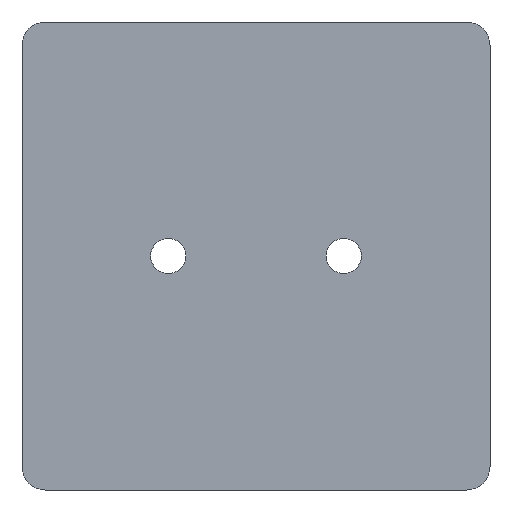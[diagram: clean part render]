
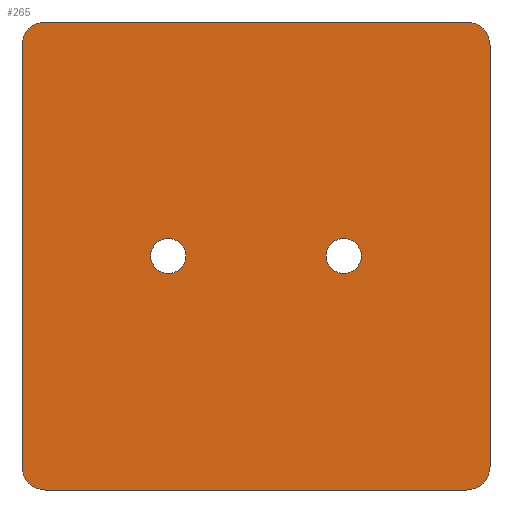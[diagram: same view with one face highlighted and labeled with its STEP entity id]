
A CAD part, front view. The second image highlights one B-rep face of the part: STEP entity #265.
In plain terms, the highlighted planar face has unit normal (0, -1, 0).
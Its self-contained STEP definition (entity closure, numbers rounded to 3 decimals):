
#15=FACE_BOUND('',#48,.T.);
#16=FACE_BOUND('',#49,.T.);
#22=PLANE('',#297);
#31=FACE_OUTER_BOUND('',#47,.T.);
#47=EDGE_LOOP('',(#191,#192,#193,#194,#195,#196,#197,#198));
#48=EDGE_LOOP('',(#199));
#49=EDGE_LOOP('',(#200));
#69=LINE('',#423,#89);
#72=LINE('',#429,#92);
#73=LINE('',#433,#93);
#74=LINE('',#437,#94);
#89=VECTOR('',#337,10.);
#92=VECTOR('',#342,10.);
#93=VECTOR('',#345,10.);
#94=VECTOR('',#348,10.);
#108=CIRCLE('',#295,2.);
#109=CIRCLE('',#298,2.);
#110=CIRCLE('',#299,2.);
#111=CIRCLE('',#300,2.);
#112=CIRCLE('',#301,1.5);
#113=CIRCLE('',#302,1.5);
#125=VERTEX_POINT('',#416);
#126=VERTEX_POINT('',#418);
#127=VERTEX_POINT('',#422);
#129=VERTEX_POINT('',#428);
#130=VERTEX_POINT('',#430);
#131=VERTEX_POINT('',#432);
#132=VERTEX_POINT('',#434);
#133=VERTEX_POINT('',#436);
#134=VERTEX_POINT('',#439);
#135=VERTEX_POINT('',#441);
#149=EDGE_CURVE('',#125,#126,#108,.T.);
#151=EDGE_CURVE('',#126,#127,#69,.T.);
#154=EDGE_CURVE('',#129,#125,#72,.T.);
#155=EDGE_CURVE('',#130,#129,#109,.T.);
#156=EDGE_CURVE('',#131,#130,#73,.T.);
#157=EDGE_CURVE('',#132,#131,#110,.T.);
#158=EDGE_CURVE('',#133,#132,#74,.T.);
#159=EDGE_CURVE('',#127,#133,#111,.T.);
#160=EDGE_CURVE('',#134,#134,#112,.T.);
#161=EDGE_CURVE('',#135,#135,#113,.T.);
#191=ORIENTED_EDGE('',*,*,#149,.F.);
#192=ORIENTED_EDGE('',*,*,#154,.F.);
#193=ORIENTED_EDGE('',*,*,#155,.F.);
#194=ORIENTED_EDGE('',*,*,#156,.F.);
#195=ORIENTED_EDGE('',*,*,#157,.F.);
#196=ORIENTED_EDGE('',*,*,#158,.F.);
#197=ORIENTED_EDGE('',*,*,#159,.F.);
#198=ORIENTED_EDGE('',*,*,#151,.F.);
#199=ORIENTED_EDGE('',*,*,#160,.F.);
#200=ORIENTED_EDGE('',*,*,#161,.F.);
#265=ADVANCED_FACE('',(#31,#15,#16),#22,.F.);
#295=AXIS2_PLACEMENT_3D('',#419,#332,#333);
#297=AXIS2_PLACEMENT_3D('',#427,#340,#341);
#298=AXIS2_PLACEMENT_3D('',#431,#343,#344);
#299=AXIS2_PLACEMENT_3D('',#435,#346,#347);
#300=AXIS2_PLACEMENT_3D('',#438,#349,#350);
#301=AXIS2_PLACEMENT_3D('',#440,#351,#352);
#302=AXIS2_PLACEMENT_3D('',#442,#353,#354);
#332=DIRECTION('center_axis',(0.,1.,0.));
#333=DIRECTION('ref_axis',(-0.707,0.,-0.707));
#337=DIRECTION('',(0.,0.,1.));
#340=DIRECTION('center_axis',(0.,1.,0.));
#341=DIRECTION('ref_axis',(1.,0.,0.));
#342=DIRECTION('',(-1.,0.,0.));
#343=DIRECTION('center_axis',(0.,1.,0.));
#344=DIRECTION('ref_axis',(0.707,0.,-0.707));
#345=DIRECTION('',(0.,0.,-1.));
#346=DIRECTION('center_axis',(0.,1.,0.));
#347=DIRECTION('ref_axis',(0.707,0.,0.707));
#348=DIRECTION('',(1.,0.,0.));
#349=DIRECTION('center_axis',(0.,1.,0.));
#350=DIRECTION('ref_axis',(-0.707,0.,0.707));
#351=DIRECTION('center_axis',(0.,-1.,0.));
#352=DIRECTION('ref_axis',(1.,0.,0.));
#353=DIRECTION('center_axis',(0.,-1.,0.));
#354=DIRECTION('ref_axis',(1.,0.,0.));
#416=CARTESIAN_POINT('',(2.,0.,-40.));
#418=CARTESIAN_POINT('',(0.,0.,-38.));
#419=CARTESIAN_POINT('Origin',(2.,0.,-38.));
#422=CARTESIAN_POINT('',(0.,0.,-2.));
#423=CARTESIAN_POINT('',(0.,0.,-40.));
#427=CARTESIAN_POINT('Origin',(20.,0.,-20.));
#428=CARTESIAN_POINT('',(38.,0.,-40.));
#429=CARTESIAN_POINT('',(40.,0.,-40.));
#430=CARTESIAN_POINT('',(40.,0.,-38.));
#431=CARTESIAN_POINT('Origin',(38.,0.,-38.));
#432=CARTESIAN_POINT('',(40.,0.,-2.));
#433=CARTESIAN_POINT('',(40.,0.,0.));
#434=CARTESIAN_POINT('',(38.,0.,0.));
#435=CARTESIAN_POINT('Origin',(38.,0.,-2.));
#436=CARTESIAN_POINT('',(2.,0.,0.));
#437=CARTESIAN_POINT('',(0.,0.,0.));
#438=CARTESIAN_POINT('Origin',(2.,0.,-2.));
#439=CARTESIAN_POINT('',(26.,0.,-20.));
#440=CARTESIAN_POINT('Origin',(27.5,0.,-20.));
#441=CARTESIAN_POINT('',(11.,0.,-20.));
#442=CARTESIAN_POINT('Origin',(12.5,0.,-20.));
